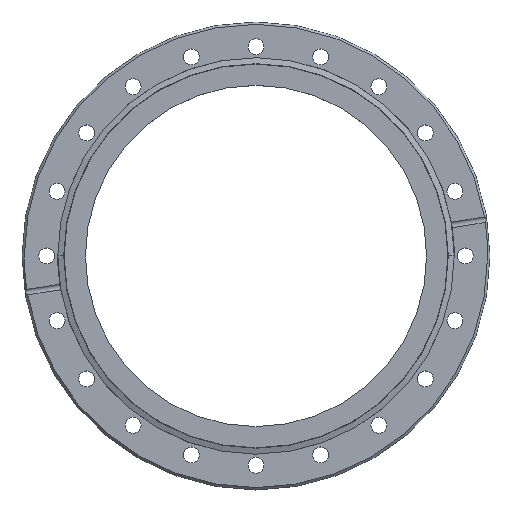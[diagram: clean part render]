
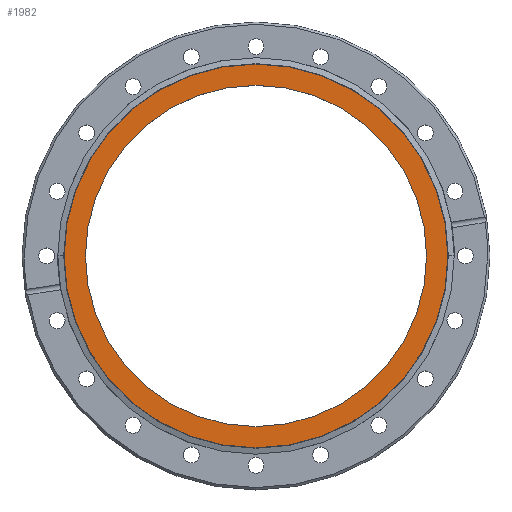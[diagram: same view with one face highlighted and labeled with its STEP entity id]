
A CAD part, top view. The second image highlights one B-rep face of the part: STEP entity #1982.
In plain terms, the highlighted planar face has unit normal (0, 0, 1).
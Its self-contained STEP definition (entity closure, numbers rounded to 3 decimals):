
#96 = DIRECTION ( 'NONE',  ( 0., 0., -1. ) ) ;
#119 = DIRECTION ( 'NONE',  ( -1., 0., 0. ) ) ;
#474 = AXIS2_PLACEMENT_3D ( 'NONE', #3318, #96, #119 ) ;
#851 = EDGE_CURVE ( 'NONE', #3459, #2885, #1539, .T. ) ;
#900 = DIRECTION ( 'NONE',  ( 0., 0., -1. ) ) ;
#1017 = FACE_BOUND ( 'NONE', #1851, .T. ) ;
#1020 = ORIENTED_EDGE ( 'NONE', *, *, #3518, .T. ) ;
#1026 = FACE_OUTER_BOUND ( 'NONE', #3765, .T. ) ;
#1097 = ORIENTED_EDGE ( 'NONE', *, *, #1522, .F. ) ;
#1241 = CIRCLE ( 'NONE', #3266, 73.8 ) ;
#1413 = PLANE ( 'NONE',  #2980 ) ;
#1522 = EDGE_CURVE ( 'NONE', #2885, #3459, #2921, .T. ) ;
#1539 = CIRCLE ( 'NONE', #2800, 82.998 ) ;
#1632 = CARTESIAN_POINT ( 'NONE',  ( 0., 0., -1.2 ) ) ;
#1699 = ORIENTED_EDGE ( 'NONE', *, *, #1785, .T. ) ;
#1720 = DIRECTION ( 'NONE',  ( 0., 0., -1. ) ) ;
#1785 = EDGE_CURVE ( 'NONE', #1847, #2682, #1241, .T. ) ;
#1827 = CARTESIAN_POINT ( 'NONE',  ( 0., 0., -1.2 ) ) ;
#1841 = ORIENTED_EDGE ( 'NONE', *, *, #851, .F. ) ;
#1847 = VERTEX_POINT ( 'NONE', #3628 ) ;
#1851 = EDGE_LOOP ( 'NONE', ( #1699, #1020 ) ) ;
#1941 = DIRECTION ( 'NONE',  ( 0., 0., -1. ) ) ;
#1966 = DIRECTION ( 'NONE',  ( -1., 0., 0. ) ) ;
#1979 = CARTESIAN_POINT ( 'NONE',  ( 82.998, 0., -1.2 ) ) ;
#1982 = ADVANCED_FACE ( 'NONE', ( #1026, #1017 ), #1413, .F. ) ;
#2682 = VERTEX_POINT ( 'NONE', #2861 ) ;
#2786 = CARTESIAN_POINT ( 'NONE',  ( 0., 0., -1.2 ) ) ;
#2800 = AXIS2_PLACEMENT_3D ( 'NONE', #1827, #1720, #1966 ) ;
#2808 = CARTESIAN_POINT ( 'NONE',  ( -82.998, 0., -1.2 ) ) ;
#2861 = CARTESIAN_POINT ( 'NONE',  ( 73.8, 0., -1.2 ) ) ;
#2885 = VERTEX_POINT ( 'NONE', #2808 ) ;
#2888 = CIRCLE ( 'NONE', #3567, 73.8 ) ;
#2916 = DIRECTION ( 'NONE',  ( -1., 0., 0. ) ) ;
#2921 = CIRCLE ( 'NONE', #474, 82.998 ) ;
#2980 = AXIS2_PLACEMENT_3D ( 'NONE', #1979, #1941, #3412 ) ;
#3104 = DIRECTION ( 'NONE',  ( -1., 0., 0. ) ) ;
#3266 = AXIS2_PLACEMENT_3D ( 'NONE', #1632, #3450, #2916 ) ;
#3318 = CARTESIAN_POINT ( 'NONE',  ( 0., 0., -1.2 ) ) ;
#3340 = CARTESIAN_POINT ( 'NONE',  ( 82.998, 0., -1.2 ) ) ;
#3412 = DIRECTION ( 'NONE',  ( -1., 0., 0. ) ) ;
#3450 = DIRECTION ( 'NONE',  ( 0., 0., -1. ) ) ;
#3459 = VERTEX_POINT ( 'NONE', #3340 ) ;
#3518 = EDGE_CURVE ( 'NONE', #2682, #1847, #2888, .T. ) ;
#3567 = AXIS2_PLACEMENT_3D ( 'NONE', #2786, #900, #3104 ) ;
#3628 = CARTESIAN_POINT ( 'NONE',  ( -73.8, 0., -1.2 ) ) ;
#3765 = EDGE_LOOP ( 'NONE', ( #1841, #1097 ) ) ;
